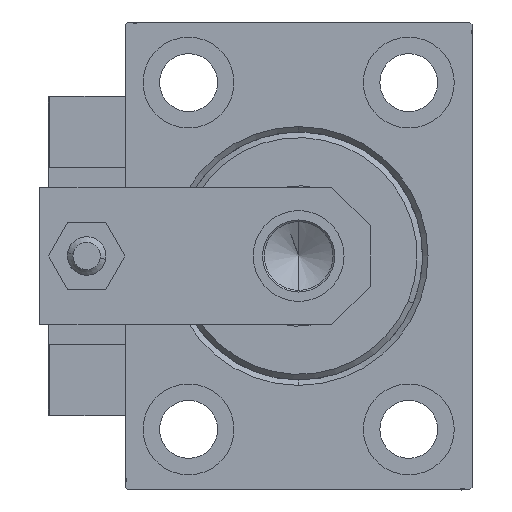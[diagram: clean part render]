
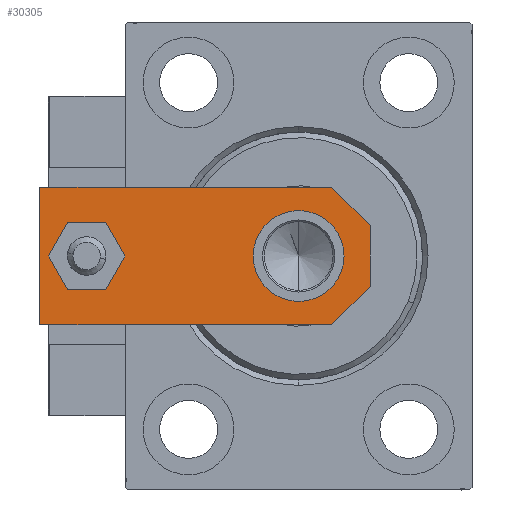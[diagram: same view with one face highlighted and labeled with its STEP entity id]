
A CAD part, left-side view. The second image highlights one B-rep face of the part: STEP entity #30305.
In plain terms, the highlighted face is planar.
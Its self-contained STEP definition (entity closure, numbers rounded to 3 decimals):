
#114 = LINE ( 'NONE', #20133, #19233 ) ;
#731 = VECTOR ( 'NONE', #39796, 1000. ) ;
#1017 = LINE ( 'NONE', #16490, #3849 ) ;
#2045 = DIRECTION ( 'NONE',  ( 0., 0., 1. ) ) ;
#2852 = CARTESIAN_POINT ( 'NONE',  ( 8.25, 13., 6. ) ) ;
#3369 = DIRECTION ( 'NONE',  ( 1., 0., 0. ) ) ;
#3706 = ORIENTED_EDGE ( 'NONE', *, *, #29533, .F. ) ;
#3849 = VECTOR ( 'NONE', #45933, 1000. ) ;
#3876 = VECTOR ( 'NONE', #34084, 1000. ) ;
#4485 = DIRECTION ( 'NONE',  ( 1., 0., 0. ) ) ;
#6103 = EDGE_LOOP ( 'NONE', ( #25338, #3706 ) ) ;
#6224 = DIRECTION ( 'NONE',  ( 0., 0., 1. ) ) ;
#7170 = CARTESIAN_POINT ( 'NONE',  ( 0., 13., 6. ) ) ;
#7923 = CARTESIAN_POINT ( 'NONE',  ( -12.5, 60., 6. ) ) ;
#8919 = LINE ( 'NONE', #7923, #731 ) ;
#10537 = EDGE_CURVE ( 'NONE', #29177, #46491, #48718, .T. ) ;
#10601 = CARTESIAN_POINT ( 'NONE',  ( 2.75, -2.75, 6. ) ) ;
#10991 = CIRCLE ( 'NONE', #48964, 8.25 ) ;
#11326 = EDGE_CURVE ( 'NONE', #26499, #45928, #47129, .T. ) ;
#12093 = DIRECTION ( 'NONE',  ( 0., 0., 1. ) ) ;
#12382 = EDGE_CURVE ( 'NONE', #25764, #39631, #23690, .T. ) ;
#12997 = CARTESIAN_POINT ( 'NONE',  ( -8.25, 13., 6. ) ) ;
#14593 = CARTESIAN_POINT ( 'NONE',  ( 0., 13., 6. ) ) ;
#14620 = ORIENTED_EDGE ( 'NONE', *, *, #33414, .T. ) ;
#16391 = FACE_BOUND ( 'NONE', #6103, .T. ) ;
#16490 = CARTESIAN_POINT ( 'NONE',  ( -12.5, 0., 6. ) ) ;
#16782 = EDGE_LOOP ( 'NONE', ( #22113, #41340 ) ) ;
#16873 = CARTESIAN_POINT ( 'NONE',  ( -12.5, 60., 6. ) ) ;
#17954 = LINE ( 'NONE', #10601, #28234 ) ;
#18478 = ORIENTED_EDGE ( 'NONE', *, *, #27036, .T. ) ;
#19233 = VECTOR ( 'NONE', #46694, 1000. ) ;
#19885 = DIRECTION ( 'NONE',  ( 0.707, -0.707, 0. ) ) ;
#20133 = CARTESIAN_POINT ( 'NONE',  ( 12.5, 0., 6. ) ) ;
#20934 = AXIS2_PLACEMENT_3D ( 'NONE', #32456, #2045, #35998 ) ;
#21697 = DIRECTION ( 'NONE',  ( 1., 0., 0. ) ) ;
#22113 = ORIENTED_EDGE ( 'NONE', *, *, #23501, .F. ) ;
#22312 = CARTESIAN_POINT ( 'NONE',  ( 5.5, 0., 6. ) ) ;
#22701 = LINE ( 'NONE', #33822, #3876 ) ;
#23088 = CARTESIAN_POINT ( 'NONE',  ( 4., 51.5, 6. ) ) ;
#23202 = CARTESIAN_POINT ( 'NONE',  ( -4., 51.5, 6. ) ) ;
#23501 = EDGE_CURVE ( 'NONE', #45928, #26499, #10991, .T. ) ;
#23690 = LINE ( 'NONE', #39100, #35867 ) ;
#23878 = DIRECTION ( 'NONE',  ( 0., 0., 1. ) ) ;
#24114 = CARTESIAN_POINT ( 'NONE',  ( 0., 51.5, 6. ) ) ;
#25329 = AXIS2_PLACEMENT_3D ( 'NONE', #7170, #26694, #3369 ) ;
#25338 = ORIENTED_EDGE ( 'NONE', *, *, #10537, .F. ) ;
#25764 = VERTEX_POINT ( 'NONE', #44062 ) ;
#26499 = VERTEX_POINT ( 'NONE', #2852 ) ;
#26694 = DIRECTION ( 'NONE',  ( 0., 0., 1. ) ) ;
#26952 = CARTESIAN_POINT ( 'NONE',  ( -5.5, 0., 6. ) ) ;
#27036 = EDGE_CURVE ( 'NONE', #39631, #29879, #1017, .T. ) ;
#27179 = DIRECTION ( 'NONE',  ( 1., 0., 0. ) ) ;
#27667 = ORIENTED_EDGE ( 'NONE', *, *, #34154, .T. ) ;
#28143 = EDGE_CURVE ( 'NONE', #29751, #44268, #114, .T. ) ;
#28234 = VECTOR ( 'NONE', #29600, 1000. ) ;
#29177 = VERTEX_POINT ( 'NONE', #23202 ) ;
#29533 = EDGE_CURVE ( 'NONE', #46491, #29177, #36266, .T. ) ;
#29600 = DIRECTION ( 'NONE',  ( 0.707, 0.707, 0. ) ) ;
#29751 = VERTEX_POINT ( 'NONE', #42885 ) ;
#29879 = VERTEX_POINT ( 'NONE', #22312 ) ;
#30305 = ADVANCED_FACE ( 'NONE', ( #16391, #39418, #47019 ), #35635, .T. ) ;
#30310 = VERTEX_POINT ( 'NONE', #16873 ) ;
#31605 = CARTESIAN_POINT ( 'NONE',  ( 0., 0., 6. ) ) ;
#31778 = EDGE_CURVE ( 'NONE', #30310, #25764, #8919, .T. ) ;
#32106 = ORIENTED_EDGE ( 'NONE', *, *, #12382, .T. ) ;
#32456 = CARTESIAN_POINT ( 'NONE',  ( 0., 51.5, 6. ) ) ;
#33103 = CARTESIAN_POINT ( 'NONE',  ( 12.5, 60., 6. ) ) ;
#33389 = AXIS2_PLACEMENT_3D ( 'NONE', #24114, #23878, #27179 ) ;
#33414 = EDGE_CURVE ( 'NONE', #44268, #30310, #22701, .T. ) ;
#33822 = CARTESIAN_POINT ( 'NONE',  ( 12.5, 60., 6. ) ) ;
#34084 = DIRECTION ( 'NONE',  ( -1., 0., 0. ) ) ;
#34154 = EDGE_CURVE ( 'NONE', #29879, #29751, #17954, .T. ) ;
#35635 = PLANE ( 'NONE',  #50047 ) ;
#35867 = VECTOR ( 'NONE', #19885, 1000. ) ;
#35998 = DIRECTION ( 'NONE',  ( 1., 0., 0. ) ) ;
#36266 = CIRCLE ( 'NONE', #20934, 4. ) ;
#38466 = ORIENTED_EDGE ( 'NONE', *, *, #28143, .T. ) ;
#39100 = CARTESIAN_POINT ( 'NONE',  ( -2.75, -2.75, 6. ) ) ;
#39418 = FACE_OUTER_BOUND ( 'NONE', #48040, .T. ) ;
#39631 = VERTEX_POINT ( 'NONE', #26952 ) ;
#39796 = DIRECTION ( 'NONE',  ( 0., -1., 0. ) ) ;
#41340 = ORIENTED_EDGE ( 'NONE', *, *, #11326, .F. ) ;
#42885 = CARTESIAN_POINT ( 'NONE',  ( 12.5, 7., 6. ) ) ;
#44062 = CARTESIAN_POINT ( 'NONE',  ( -12.5, 7., 6. ) ) ;
#44268 = VERTEX_POINT ( 'NONE', #33103 ) ;
#45928 = VERTEX_POINT ( 'NONE', #12997 ) ;
#45933 = DIRECTION ( 'NONE',  ( 1., 0., 0. ) ) ;
#46491 = VERTEX_POINT ( 'NONE', #23088 ) ;
#46694 = DIRECTION ( 'NONE',  ( 0., 1., 0. ) ) ;
#47019 = FACE_BOUND ( 'NONE', #16782, .T. ) ;
#47129 = CIRCLE ( 'NONE', #25329, 8.25 ) ;
#47506 = ORIENTED_EDGE ( 'NONE', *, *, #31778, .T. ) ;
#48040 = EDGE_LOOP ( 'NONE', ( #47506, #32106, #18478, #27667, #38466, #14620 ) ) ;
#48718 = CIRCLE ( 'NONE', #33389, 4. ) ;
#48964 = AXIS2_PLACEMENT_3D ( 'NONE', #14593, #6224, #21697 ) ;
#50047 = AXIS2_PLACEMENT_3D ( 'NONE', #31605, #12093, #4485 ) ;
